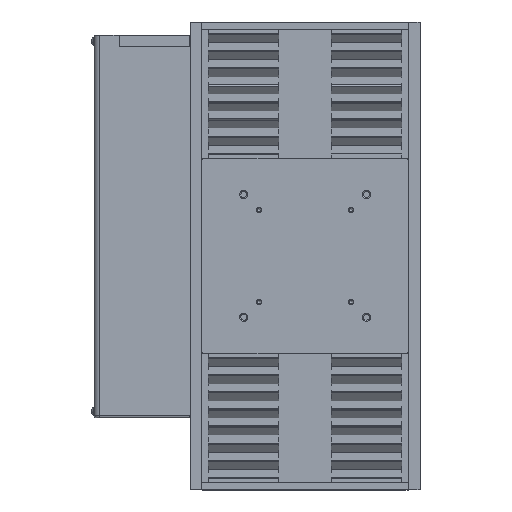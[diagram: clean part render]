
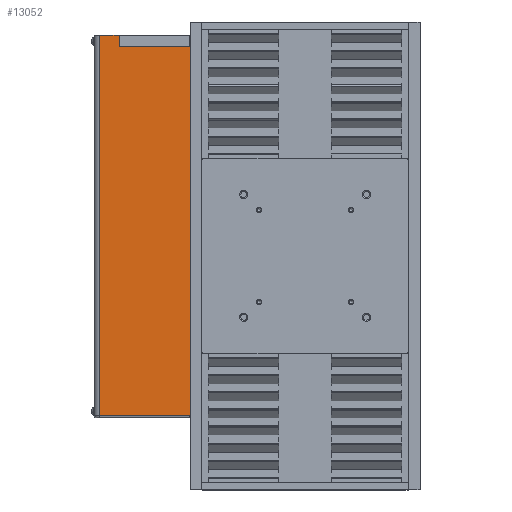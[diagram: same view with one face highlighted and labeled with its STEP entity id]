
A CAD part, top view. The second image highlights one B-rep face of the part: STEP entity #13052.
In plain terms, the highlighted planar face has unit normal (0, 0, 1).
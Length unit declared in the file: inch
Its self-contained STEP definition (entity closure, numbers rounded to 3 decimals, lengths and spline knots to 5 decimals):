
#177 = VECTOR ( 'NONE', #4725, 39.37008 ) ;
#301 = EDGE_CURVE ( 'NONE', #1955, #13203, #11345, .T. ) ;
#434 = EDGE_CURVE ( 'NONE', #11770, #692, #10890, .T. ) ;
#692 = VERTEX_POINT ( 'NONE', #9932 ) ;
#1512 = CARTESIAN_POINT ( 'NONE',  ( -6.0625, -0.4325, 1.86 ) ) ;
#1955 = VERTEX_POINT ( 'NONE', #4825 ) ;
#2026 = VECTOR ( 'NONE', #10871, 39.37008 ) ;
#2855 = VECTOR ( 'NONE', #9245, 39.37008 ) ;
#4174 = EDGE_CURVE ( 'NONE', #1955, #11770, #11772, .T. ) ;
#4254 = EDGE_CURVE ( 'NONE', #9896, #692, #11542, .T. ) ;
#4725 = DIRECTION ( 'NONE',  ( 0., -1., 0. ) ) ;
#4726 = CARTESIAN_POINT ( 'NONE',  ( -6.0625, 1.5846, 1.86 ) ) ;
#4730 = LINE ( 'NONE', #4726, #177 ) ;
#4825 = CARTESIAN_POINT ( 'NONE',  ( -3.7655, -0.8075, 1.86 ) ) ;
#5407 = CARTESIAN_POINT ( 'NONE',  ( -6.688, -12.8383, 1.86 ) ) ;
#5472 = CARTESIAN_POINT ( 'NONE',  ( -6.688, -0.4325, 1.86 ) ) ;
#6373 = VECTOR ( 'NONE', #11517, 39.37008 ) ;
#7309 = EDGE_LOOP ( 'NONE', ( #14069, #14135, #14176, #14179, #14233, #14332, #14354 ) ) ;
#7722 = DIRECTION ( 'NONE',  ( 1., 0., 0. ) ) ;
#7737 = CARTESIAN_POINT ( 'NONE',  ( -6.688, -0.4325, 1.86 ) ) ;
#7746 = LINE ( 'NONE', #7737, #9155 ) ;
#8250 = CARTESIAN_POINT ( 'NONE',  ( -6.0625, -0.8075, 1.86 ) ) ;
#8862 = DIRECTION ( 'NONE',  ( -1., 0., 0. ) ) ;
#8871 = DIRECTION ( 'NONE',  ( 0., 0., -1. ) ) ;
#8883 = CARTESIAN_POINT ( 'NONE',  ( -6.688, 1.5846, 1.86 ) ) ;
#8886 = PLANE ( 'NONE',  #9663 ) ;
#8889 = FACE_OUTER_BOUND ( 'NONE', #7309, .T. ) ;
#8895 = EDGE_CURVE ( 'NONE', #13893, #9896, #9249, .T. ) ;
#9155 = VECTOR ( 'NONE', #7722, 39.37008 ) ;
#9245 = DIRECTION ( 'NONE',  ( 0., -1., 0. ) ) ;
#9247 = CARTESIAN_POINT ( 'NONE',  ( -6.688, 1.5846, 1.86 ) ) ;
#9249 = LINE ( 'NONE', #9247, #2855 ) ;
#9663 = AXIS2_PLACEMENT_3D ( 'NONE', #8883, #8871, #8862 ) ;
#9896 = VERTEX_POINT ( 'NONE', #5407 ) ;
#9932 = CARTESIAN_POINT ( 'NONE',  ( -3.75, -12.8383, 1.86 ) ) ;
#10522 = VECTOR ( 'NONE', #11327, 39.37008 ) ;
#10871 = DIRECTION ( 'NONE',  ( 0., -1., 0. ) ) ;
#10884 = CARTESIAN_POINT ( 'NONE',  ( -3.75, -2.3683, 1.86 ) ) ;
#10890 = LINE ( 'NONE', #10884, #2026 ) ;
#11327 = DIRECTION ( 'NONE',  ( -1., 0., 0. ) ) ;
#11331 = CARTESIAN_POINT ( 'NONE',  ( -3.7655, -0.8075, 1.86 ) ) ;
#11345 = LINE ( 'NONE', #11331, #10522 ) ;
#11517 = DIRECTION ( 'NONE',  ( 1., 0., 0. ) ) ;
#11535 = CARTESIAN_POINT ( 'NONE',  ( -6.688, -12.8383, 1.86 ) ) ;
#11542 = LINE ( 'NONE', #11535, #6373 ) ;
#11765 = DIRECTION ( 'NONE',  ( 1., 0., 0. ) ) ;
#11767 = CARTESIAN_POINT ( 'NONE',  ( -6.688, -0.8075, 1.86 ) ) ;
#11770 = VERTEX_POINT ( 'NONE', #13961 ) ;
#11772 = LINE ( 'NONE', #11767, #11994 ) ;
#11994 = VECTOR ( 'NONE', #11765, 39.37008 ) ;
#13052 = ADVANCED_FACE ( 'NONE', ( #8889 ), #8886, .F. ) ;
#13203 = VERTEX_POINT ( 'NONE', #8250 ) ;
#13311 = EDGE_CURVE ( 'NONE', #13893, #14808, #7746, .T. ) ;
#13893 = VERTEX_POINT ( 'NONE', #5472 ) ;
#13961 = CARTESIAN_POINT ( 'NONE',  ( -3.75, -0.8075, 1.86 ) ) ;
#14004 = EDGE_CURVE ( 'NONE', #14808, #13203, #4730, .T. ) ;
#14069 = ORIENTED_EDGE ( 'NONE', *, *, #301, .T. ) ;
#14135 = ORIENTED_EDGE ( 'NONE', *, *, #14004, .F. ) ;
#14176 = ORIENTED_EDGE ( 'NONE', *, *, #13311, .F. ) ;
#14179 = ORIENTED_EDGE ( 'NONE', *, *, #8895, .T. ) ;
#14233 = ORIENTED_EDGE ( 'NONE', *, *, #4254, .T. ) ;
#14332 = ORIENTED_EDGE ( 'NONE', *, *, #434, .F. ) ;
#14354 = ORIENTED_EDGE ( 'NONE', *, *, #4174, .F. ) ;
#14808 = VERTEX_POINT ( 'NONE', #1512 ) ;
